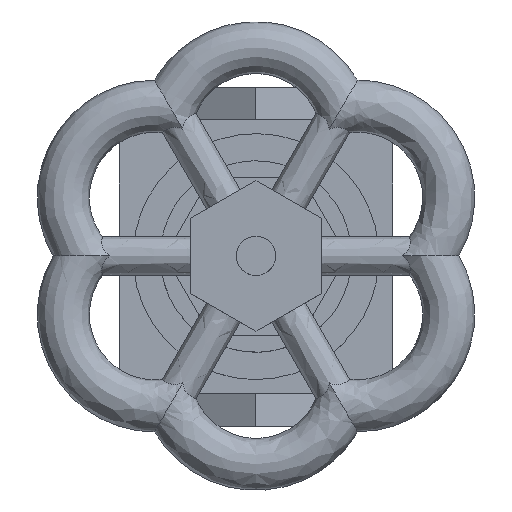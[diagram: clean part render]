
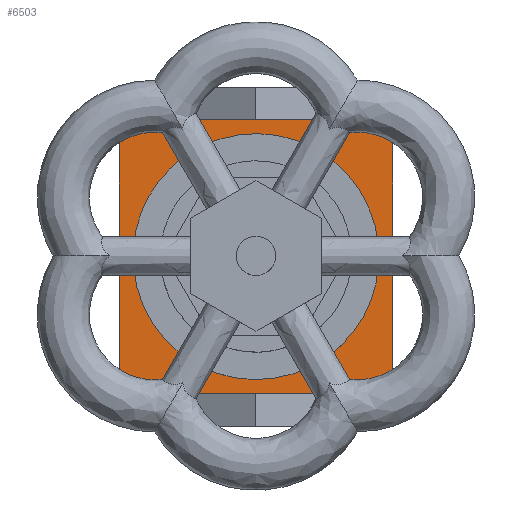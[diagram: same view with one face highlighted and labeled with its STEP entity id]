
A CAD part, top view. The second image highlights one B-rep face of the part: STEP entity #6503.
In plain terms, the highlighted free-form (B-spline) face has degree [1, 1] with [2, 2] control points.
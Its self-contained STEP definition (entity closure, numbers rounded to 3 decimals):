
#6503 = ADVANCED_FACE('',(#6504,#6534),#6556,.T.);
#6504 = FACE_BOUND('',#6505,.T.);
#6505 = EDGE_LOOP('',(#6506,#6515,#6522,#6529));
#6506 = ORIENTED_EDGE('',*,*,#6507,.F.);
#6507 = EDGE_CURVE('',#6508,#6510,#6512,.T.);
#6508 = VERTEX_POINT('',#6509);
#6509 = CARTESIAN_POINT('',(-22.525,22.525,
    32.1));
#6510 = VERTEX_POINT('',#6511);
#6511 = CARTESIAN_POINT('',(22.525,22.525,
    32.1));
#6512 = B_SPLINE_CURVE_WITH_KNOTS('',1,(#6513,#6514),.UNSPECIFIED.,.F.,
  .F.,(2,2),(-21.,21.),.PIECEWISE_BEZIER_KNOTS.);
#6513 = CARTESIAN_POINT('',(-22.525,22.525,
    32.1));
#6514 = CARTESIAN_POINT('',(22.525,22.525,
    32.1));
#6515 = ORIENTED_EDGE('',*,*,#6516,.F.);
#6516 = EDGE_CURVE('',#6517,#6508,#6519,.T.);
#6517 = VERTEX_POINT('',#6518);
#6518 = CARTESIAN_POINT('',(-22.525,-22.525,
    32.1));
#6519 = B_SPLINE_CURVE_WITH_KNOTS('',1,(#6520,#6521),.UNSPECIFIED.,.F.,
  .F.,(2,2),(-21.,21.),.PIECEWISE_BEZIER_KNOTS.);
#6520 = CARTESIAN_POINT('',(-22.525,-22.525,
    32.1));
#6521 = CARTESIAN_POINT('',(-22.525,22.525,
    32.1));
#6522 = ORIENTED_EDGE('',*,*,#6523,.F.);
#6523 = EDGE_CURVE('',#6524,#6517,#6526,.T.);
#6524 = VERTEX_POINT('',#6525);
#6525 = CARTESIAN_POINT('',(22.525,-22.525,
    32.1));
#6526 = B_SPLINE_CURVE_WITH_KNOTS('',1,(#6527,#6528),.UNSPECIFIED.,.F.,
  .F.,(2,2),(-21.,21.),.PIECEWISE_BEZIER_KNOTS.);
#6527 = CARTESIAN_POINT('',(22.525,-22.525,
    32.1));
#6528 = CARTESIAN_POINT('',(-22.525,-22.525,
    32.1));
#6529 = ORIENTED_EDGE('',*,*,#6530,.F.);
#6530 = EDGE_CURVE('',#6510,#6524,#6531,.T.);
#6531 = B_SPLINE_CURVE_WITH_KNOTS('',1,(#6532,#6533),.UNSPECIFIED.,.F.,
  .F.,(2,2),(-21.,21.),.PIECEWISE_BEZIER_KNOTS.);
#6532 = CARTESIAN_POINT('',(22.525,22.525,
    32.1));
#6533 = CARTESIAN_POINT('',(22.525,-22.525,
    32.1));
#6534 = FACE_BOUND('',#6535,.T.);
#6535 = EDGE_LOOP('',(#6536,#6548));
#6536 = ORIENTED_EDGE('',*,*,#6537,.F.);
#6537 = EDGE_CURVE('',#6538,#6540,#6542,.T.);
#6538 = VERTEX_POINT('',#6539);
#6539 = CARTESIAN_POINT('',(19.307,0.,32.1));
#6540 = VERTEX_POINT('',#6541);
#6541 = CARTESIAN_POINT('',(-19.307,0.,
    32.1));
#6542 = ( BOUNDED_CURVE() B_SPLINE_CURVE(2,(#6543,#6544,#6545,#6546,
#6547),.UNSPECIFIED.,.F.,.F.) B_SPLINE_CURVE_WITH_KNOTS((3,2,3),(0.,
1.571,3.142),.PIECEWISE_BEZIER_KNOTS.) CURVE() 
GEOMETRIC_REPRESENTATION_ITEM() RATIONAL_B_SPLINE_CURVE((1.,
0.707,1.,0.707,1.)) REPRESENTATION_ITEM('') );
#6543 = CARTESIAN_POINT('',(19.307,0.,32.1));
#6544 = CARTESIAN_POINT('',(19.307,19.307,
    32.1));
#6545 = CARTESIAN_POINT('',(0.,19.307,
    32.1));
#6546 = CARTESIAN_POINT('',(-19.307,19.307,
    32.1));
#6547 = CARTESIAN_POINT('',(-19.307,0.,
    32.1));
#6548 = ORIENTED_EDGE('',*,*,#6549,.F.);
#6549 = EDGE_CURVE('',#6540,#6538,#6550,.T.);
#6550 = ( BOUNDED_CURVE() B_SPLINE_CURVE(2,(#6551,#6552,#6553,#6554,
#6555),.UNSPECIFIED.,.F.,.F.) B_SPLINE_CURVE_WITH_KNOTS((3,2,3),(
    3.142,4.712,6.283),
.PIECEWISE_BEZIER_KNOTS.) CURVE() GEOMETRIC_REPRESENTATION_ITEM() 
RATIONAL_B_SPLINE_CURVE((1.,0.707,1.,0.707,1.)) 
REPRESENTATION_ITEM('') );
#6551 = CARTESIAN_POINT('',(-19.307,0.,
    32.1));
#6552 = CARTESIAN_POINT('',(-19.307,-19.307,
    32.1));
#6553 = CARTESIAN_POINT('',(0.,-19.307,
    32.1));
#6554 = CARTESIAN_POINT('',(19.307,-19.307,
    32.1));
#6555 = CARTESIAN_POINT('',(19.307,0.,
    32.1));
#6556 = B_SPLINE_SURFACE_WITH_KNOTS('',1,1,(
    (#6557,#6558)
    ,(#6559,#6560
    )),.UNSPECIFIED.,.F.,.F.,.F.,(2,2),(2,2),(-21.,21.),(-21.,21.),
  .PIECEWISE_BEZIER_KNOTS.);
#6557 = CARTESIAN_POINT('',(-22.525,-22.525,
    32.1));
#6558 = CARTESIAN_POINT('',(-22.525,22.525,
    32.1));
#6559 = CARTESIAN_POINT('',(22.525,-22.525,
    32.1));
#6560 = CARTESIAN_POINT('',(22.525,22.525,
    32.1));
